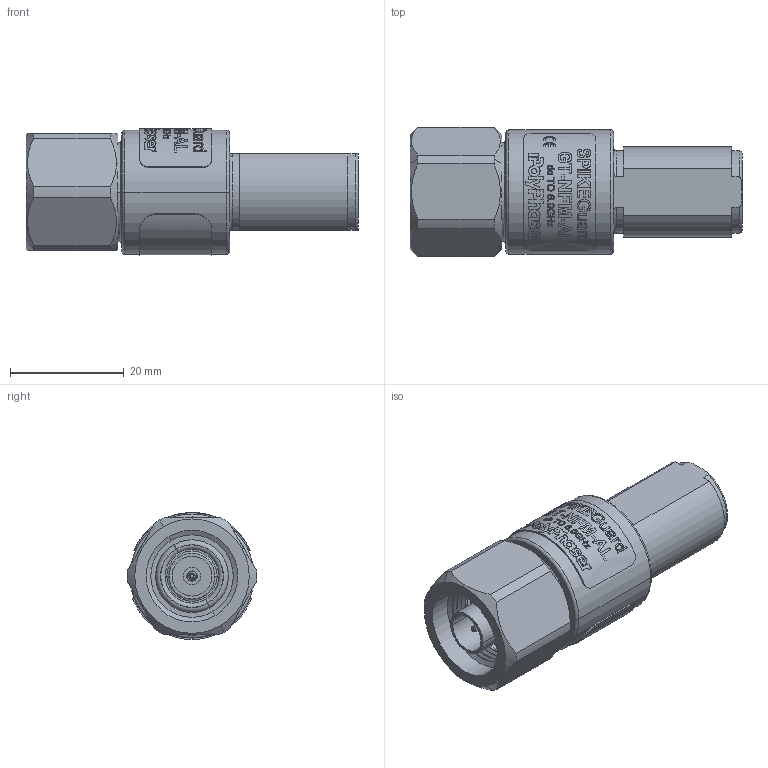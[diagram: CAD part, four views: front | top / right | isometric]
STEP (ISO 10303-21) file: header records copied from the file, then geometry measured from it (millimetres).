
FILE_DESCRIPTION (( 'STEP AP214' ), '1' );
FILE_NAME ('GT-NFM-AL.STEP', '2019-07-30T19:11:34', ( '' ), ( '' ), 'SwSTEP 2.0', 'SolidWorks 2019', '' );
FILE_SCHEMA (( 'AUTOMOTIVE_DESIGN' ));
Length unit declared in the file: inch
Products named in the file (12): 1909-0001; 1502-0708; 4035-0048; 7040-0049; 5800-0137; 7040-0062; 7020-3163; 9090-1998; 2003-1052_Curved 3; 2811-0020; GT-NFM-AL; 5800-0139
Assembly tree (12 placements, depth 3):
  GT-NFM-AL
    2003-1052_Curved 3
    9090-1998
      5800-0137
      5800-0139
      1502-0708
      1909-0001
      2811-0020  x2
      4035-0048
      7040-0049
      7040-0062
      7020-3163
Bounding box: 58.42 x 22.85 x 22.31 mm (x, y, z)
Volume: 12465.1 mm3; surface area: 13395.2 mm2
Topology: 11 solids, 11 shells, 1332 faces, 3630 edges, 2387 vertices
Faces by surface type: bspline 534, plane 423, cylinder 287, cone 52, torus 36
Entity records: 60939 total; most frequent: CARTESIAN_POINT 30890, ORIENTED_EDGE 7216, DIRECTION 4299, EDGE_CURVE 3608, VERTEX_POINT 2375, B_SPLINE_CURVE_WITH_KNOTS 1723, AXIS2_PLACEMENT_3D 1610, EDGE_LOOP 1405
